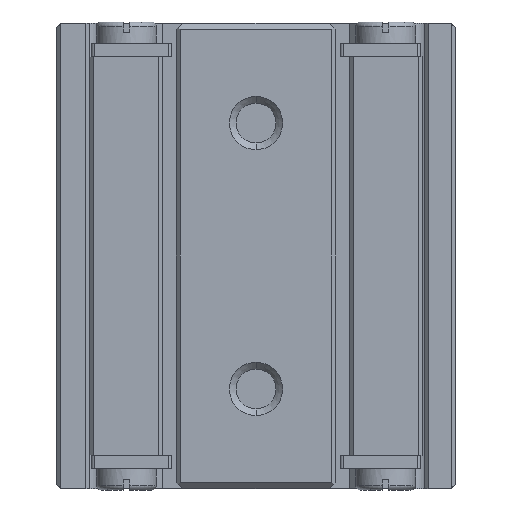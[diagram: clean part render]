
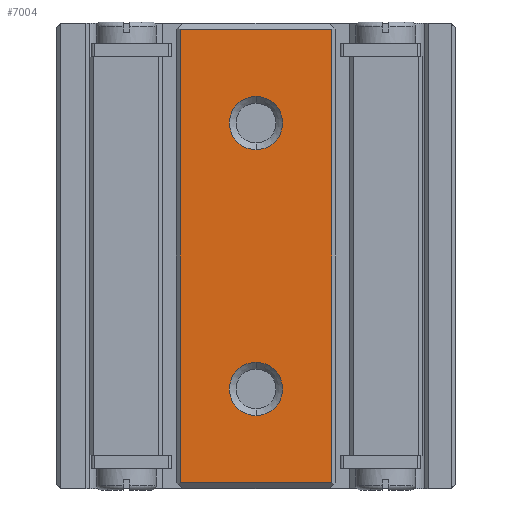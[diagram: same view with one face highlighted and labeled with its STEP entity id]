
A CAD part, front view. The second image highlights one B-rep face of the part: STEP entity #7004.
In plain terms, the highlighted planar face has unit normal (0, -1, 0).
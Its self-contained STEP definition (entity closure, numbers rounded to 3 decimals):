
#6220=FACE_BOUND('',#8755,.T.);
#6221=FACE_BOUND('',#8756,.T.);
#6222=FACE_BOUND('',#8757,.T.);
#6343=PLANE('',#21994);
#7004=ADVANCED_FACE('',(#6220,#6221,#6222),#6343,.F.);
#8755=EDGE_LOOP('',(#13232,#13233));
#8756=EDGE_LOOP('',(#13234,#13235));
#8757=EDGE_LOOP('',(#13236,#13237,#13238,#13239));
#9737=LINE('',#26516,#11478);
#9738=LINE('',#26519,#11479);
#9739=LINE('',#26521,#11480);
#9740=LINE('',#26523,#11481);
#11478=VECTOR('',#22946,1.);
#11479=VECTOR('',#22947,1.);
#11480=VECTOR('',#22948,1.);
#11481=VECTOR('',#22949,1.);
#13232=ORIENTED_EDGE('',*,*,#19424,.T.);
#13233=ORIENTED_EDGE('',*,*,#19451,.T.);
#13234=ORIENTED_EDGE('',*,*,#19434,.T.);
#13235=ORIENTED_EDGE('',*,*,#19452,.T.);
#13236=ORIENTED_EDGE('',*,*,#19453,.T.);
#13237=ORIENTED_EDGE('',*,*,#19454,.T.);
#13238=ORIENTED_EDGE('',*,*,#19455,.T.);
#13239=ORIENTED_EDGE('',*,*,#19456,.T.);
#17882=VERTEX_POINT('',#26457);
#17883=VERTEX_POINT('',#26459);
#17890=VERTEX_POINT('',#26478);
#17891=VERTEX_POINT('',#26480);
#17904=VERTEX_POINT('',#26517);
#17905=VERTEX_POINT('',#26518);
#17906=VERTEX_POINT('',#26520);
#17907=VERTEX_POINT('',#26522);
#19424=EDGE_CURVE('',#17883,#17882,#21764,.T.);
#19434=EDGE_CURVE('',#17891,#17890,#21768,.T.);
#19451=EDGE_CURVE('',#17882,#17883,#21771,.T.);
#19452=EDGE_CURVE('',#17890,#17891,#21772,.T.);
#19453=EDGE_CURVE('',#17904,#17905,#9737,.T.);
#19454=EDGE_CURVE('',#17905,#17906,#9738,.T.);
#19455=EDGE_CURVE('',#17906,#17907,#9739,.T.);
#19456=EDGE_CURVE('',#17907,#17904,#9740,.T.);
#21764=CIRCLE('',#21977,2.);
#21768=CIRCLE('',#21984,2.);
#21771=CIRCLE('',#21992,2.);
#21772=CIRCLE('',#21993,2.);
#21977=AXIS2_PLACEMENT_3D('',#26458,#22892,#22893);
#21984=AXIS2_PLACEMENT_3D('',#26479,#22912,#22913);
#21992=AXIS2_PLACEMENT_3D('',#26514,#22942,#22943);
#21993=AXIS2_PLACEMENT_3D('',#26515,#22944,#22945);
#21994=AXIS2_PLACEMENT_3D('',#26524,#22950,#22951);
#22892=DIRECTION('',(0.,1.,0.));
#22893=DIRECTION('',(-1.,0.,0.));
#22912=DIRECTION('',(0.,1.,0.));
#22913=DIRECTION('',(-1.,0.,0.));
#22942=DIRECTION('',(0.,1.,0.));
#22943=DIRECTION('',(-1.,0.,0.));
#22944=DIRECTION('',(0.,1.,0.));
#22945=DIRECTION('',(-1.,0.,0.));
#22946=DIRECTION('',(0.,0.,-1.));
#22947=DIRECTION('',(1.,0.,0.));
#22948=DIRECTION('',(0.,0.,1.));
#22949=DIRECTION('',(-1.,0.,0.));
#22950=DIRECTION('',(0.,1.,0.));
#22951=DIRECTION('',(-1.,0.,0.));
#26457=CARTESIAN_POINT('',(0.,-0.5,-8.));
#26458=CARTESIAN_POINT('',(0.,-0.5,-10.));
#26459=CARTESIAN_POINT('',(0.,-0.5,-12.));
#26478=CARTESIAN_POINT('',(0.,-0.5,12.));
#26479=CARTESIAN_POINT('',(0.,-0.5,10.));
#26480=CARTESIAN_POINT('',(0.,-0.5,8.));
#26514=CARTESIAN_POINT('',(0.,-0.5,-10.));
#26515=CARTESIAN_POINT('',(0.,-0.5,10.));
#26516=CARTESIAN_POINT('',(-5.7,-0.5,31.392));
#26517=CARTESIAN_POINT('',(-5.7,-0.5,17.02));
#26518=CARTESIAN_POINT('',(-5.7,-0.5,-17.02));
#26519=CARTESIAN_POINT('',(0.,-0.5,-17.02));
#26520=CARTESIAN_POINT('',(5.7,-0.5,-17.02));
#26521=CARTESIAN_POINT('',(5.7,-0.5,17.5));
#26522=CARTESIAN_POINT('',(5.7,-0.5,17.02));
#26523=CARTESIAN_POINT('',(0.,-0.5,17.02));
#26524=CARTESIAN_POINT('',(0.,-0.5,31.392));
